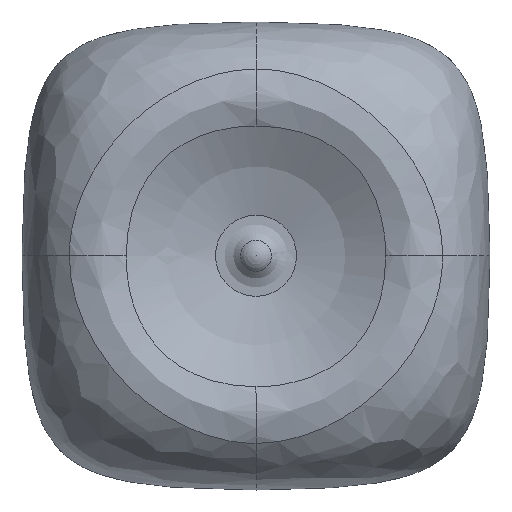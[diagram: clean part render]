
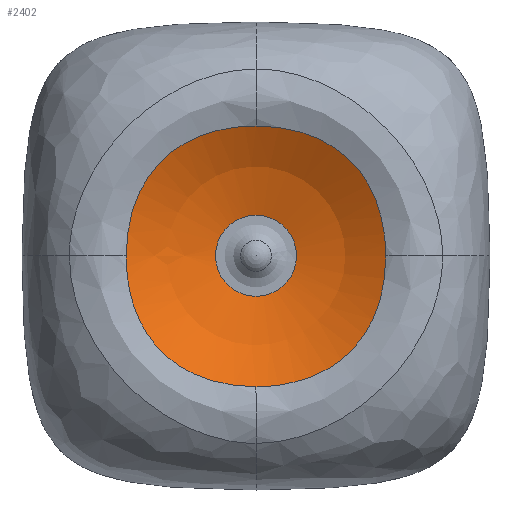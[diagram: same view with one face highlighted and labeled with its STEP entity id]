
A CAD part, top view. The second image highlights one B-rep face of the part: STEP entity #2402.
In plain terms, the highlighted spherical face has radius 9.5 mm.
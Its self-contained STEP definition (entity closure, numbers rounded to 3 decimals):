
#20=SPHERICAL_SURFACE('',#2668,9.5);
#290=FACE_OUTER_BOUND('',#442,.T.);
#442=EDGE_LOOP('',(#2083,#2084,#2085,#2086,#2087,#2088,#2089,#2090,#2091));
#654=CIRCLE('',#2663,1.513);
#655=CIRCLE('',#2664,1.513);
#658=CIRCLE('',#2669,9.5);
#766=B_SPLINE_CURVE_WITH_KNOTS('',3,(#8041,#8042,#8043,#8044),
 .UNSPECIFIED.,.F.,.F.,(4,4),(0.,0.),.UNSPECIFIED.);
#767=B_SPLINE_CURVE_WITH_KNOTS('',3,(#8046,#8047,#8048,#8049,#8050,#8051,
#8052),.UNSPECIFIED.,.F.,.F.,(4,1,1,1,4),(0.,0.269,0.404,
0.673,0.942),.UNSPECIFIED.);
#768=B_SPLINE_CURVE_WITH_KNOTS('',3,(#8054,#8055,#8056,#8057,#8058,#8059,
#8060),.UNSPECIFIED.,.F.,.F.,(4,1,1,1,4),(0.,0.269,0.538,
0.807,0.942),.UNSPECIFIED.);
#769=B_SPLINE_CURVE_WITH_KNOTS('',3,(#8062,#8063,#8064,#8065,#8066,#8067,
#8068),.UNSPECIFIED.,.F.,.F.,(4,1,1,1,4),(0.,0.268,0.536,
0.804,0.938),.UNSPECIFIED.);
#770=B_SPLINE_CURVE_WITH_KNOTS('',3,(#8069,#8070,#8071,#8072,#8073,#8074,
#8075),.UNSPECIFIED.,.F.,.F.,(4,1,1,1,4),(0.,0.268,
0.536,0.67,0.938),.UNSPECIFIED.);
#998=VERTEX_POINT('',#8028);
#999=VERTEX_POINT('',#8030);
#1001=VERTEX_POINT('',#8038);
#1002=VERTEX_POINT('',#8040);
#1003=VERTEX_POINT('',#8045);
#1004=VERTEX_POINT('',#8053);
#1005=VERTEX_POINT('',#8061);
#1360=EDGE_CURVE('',#998,#999,#654,.T.);
#1361=EDGE_CURVE('',#999,#998,#655,.T.);
#1364=EDGE_CURVE('',#999,#1001,#658,.T.);
#1365=EDGE_CURVE('',#1002,#1001,#766,.T.);
#1366=EDGE_CURVE('',#1003,#1002,#767,.T.);
#1367=EDGE_CURVE('',#1004,#1003,#768,.T.);
#1368=EDGE_CURVE('',#1005,#1004,#769,.T.);
#1369=EDGE_CURVE('',#1001,#1005,#770,.T.);
#2083=ORIENTED_EDGE('',*,*,#1360,.F.);
#2084=ORIENTED_EDGE('',*,*,#1361,.F.);
#2085=ORIENTED_EDGE('',*,*,#1364,.T.);
#2086=ORIENTED_EDGE('',*,*,#1365,.F.);
#2087=ORIENTED_EDGE('',*,*,#1366,.F.);
#2088=ORIENTED_EDGE('',*,*,#1367,.F.);
#2089=ORIENTED_EDGE('',*,*,#1368,.F.);
#2090=ORIENTED_EDGE('',*,*,#1369,.F.);
#2091=ORIENTED_EDGE('',*,*,#1364,.F.);
#2402=ADVANCED_FACE('',(#290),#20,.F.);
#2663=AXIS2_PLACEMENT_3D('',#8031,#3191,#3192);
#2664=AXIS2_PLACEMENT_3D('',#8032,#3193,#3194);
#2668=AXIS2_PLACEMENT_3D('',#8037,#3201,#3202);
#2669=AXIS2_PLACEMENT_3D('',#8039,#3203,#3204);
#3191=DIRECTION('center_axis',(0.,0.,1.));
#3192=DIRECTION('ref_axis',(0.,-1.,0.));
#3193=DIRECTION('center_axis',(0.,0.,1.));
#3194=DIRECTION('ref_axis',(0.,-1.,0.));
#3201=DIRECTION('center_axis',(0.,0.,1.));
#3202=DIRECTION('ref_axis',(1.,0.,0.));
#3203=DIRECTION('center_axis',(0.,1.,0.));
#3204=DIRECTION('ref_axis',(-1.,0.,0.));
#8028=CARTESIAN_POINT('',(1.513,0.,3.621));
#8030=CARTESIAN_POINT('',(-1.513,0.,3.621));
#8031=CARTESIAN_POINT('Origin',(0.,0.,3.621));
#8032=CARTESIAN_POINT('Origin',(0.,0.,3.621));
#8037=CARTESIAN_POINT('Origin',(0.,0.,13.));
#8038=CARTESIAN_POINT('',(-4.847,0.,4.83));
#8039=CARTESIAN_POINT('Origin',(0.,0.,13.));
#8040=CARTESIAN_POINT('',(-4.847,-0.004,4.83));
#8041=CARTESIAN_POINT('Ctrl Pts',(-4.847,-0.004,
4.83));
#8042=CARTESIAN_POINT('Ctrl Pts',(-4.847,-0.003,
4.83));
#8043=CARTESIAN_POINT('Ctrl Pts',(-4.847,-0.001,
4.83));
#8044=CARTESIAN_POINT('Ctrl Pts',(-4.847,0.,
4.83));
#8045=CARTESIAN_POINT('',(0.,-4.892,4.856));
#8046=CARTESIAN_POINT('Ctrl Pts',(0.,-4.892,
4.856));
#8047=CARTESIAN_POINT('Ctrl Pts',(-0.741,-4.892,
4.856));
#8048=CARTESIAN_POINT('Ctrl Pts',(-1.857,-4.703,4.897));
#8049=CARTESIAN_POINT('Ctrl Pts',(-3.494,-3.791,4.959));
#8050=CARTESIAN_POINT('Ctrl Pts',(-4.625,-2.242,4.903));
#8051=CARTESIAN_POINT('Ctrl Pts',(-4.849,-0.745,
4.831));
#8052=CARTESIAN_POINT('Ctrl Pts',(-4.847,-0.004,
4.83));
#8053=CARTESIAN_POINT('',(4.847,-0.004,4.83));
#8054=CARTESIAN_POINT('Ctrl Pts',(4.847,-0.004,
4.83));
#8055=CARTESIAN_POINT('Ctrl Pts',(4.849,-0.745,4.831));
#8056=CARTESIAN_POINT('Ctrl Pts',(4.628,-2.241,4.904));
#8057=CARTESIAN_POINT('Ctrl Pts',(3.262,-4.102,4.968));
#8058=CARTESIAN_POINT('Ctrl Pts',(1.474,-4.798,4.872));
#8059=CARTESIAN_POINT('Ctrl Pts',(0.37,-4.892,4.856));
#8060=CARTESIAN_POINT('Ctrl Pts',(0.,-4.892,
4.856));
#8061=CARTESIAN_POINT('',(0.,4.847,4.83));
#8062=CARTESIAN_POINT('Ctrl Pts',(0.,4.847,
4.83));
#8063=CARTESIAN_POINT('Ctrl Pts',(0.738,4.847,4.83));
#8064=CARTESIAN_POINT('Ctrl Pts',(2.228,4.621,4.897));
#8065=CARTESIAN_POINT('Ctrl Pts',(4.077,3.251,4.952));
#8066=CARTESIAN_POINT('Ctrl Pts',(4.755,1.465,4.846));
#8067=CARTESIAN_POINT('Ctrl Pts',(4.846,0.365,4.829));
#8068=CARTESIAN_POINT('Ctrl Pts',(4.847,-0.004,
4.83));
#8069=CARTESIAN_POINT('Ctrl Pts',(-4.847,0.,
4.83));
#8070=CARTESIAN_POINT('Ctrl Pts',(-4.845,0.737,4.829));
#8071=CARTESIAN_POINT('Ctrl Pts',(-4.617,2.226,4.895));
#8072=CARTESIAN_POINT('Ctrl Pts',(-3.486,3.766,4.944));
#8073=CARTESIAN_POINT('Ctrl Pts',(-1.851,4.666,4.875));
#8074=CARTESIAN_POINT('Ctrl Pts',(-0.738,4.847,4.83));
#8075=CARTESIAN_POINT('Ctrl Pts',(0.,4.847,
4.83));
